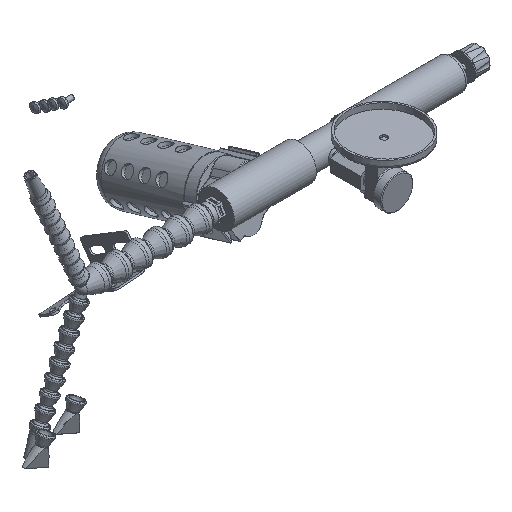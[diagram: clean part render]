
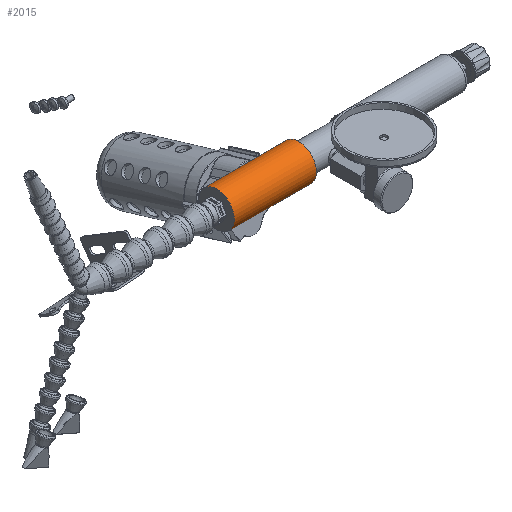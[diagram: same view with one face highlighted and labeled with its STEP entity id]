
A CAD part, isometric view. The second image highlights one B-rep face of the part: STEP entity #2015.
In plain terms, the highlighted cylindrical face has radius 19.05 mm (diameter 38.1 mm), a full revolution.
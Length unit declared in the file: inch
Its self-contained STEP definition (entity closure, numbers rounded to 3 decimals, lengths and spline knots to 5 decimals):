
#1694=CARTESIAN_POINT('',(7.53536,22.83997,0.0));
#1695=VERTEX_POINT('',#1694);
#1696=CARTESIAN_POINT('',(7.53536,23.58997,0.0));
#1697=DIRECTION('',(-1.0,0.0,0.0));
#1698=DIRECTION('',(0.0,-1.0,0.0));
#1699=AXIS2_PLACEMENT_3D('',#1696,#1697,#1698);
#1700=CIRCLE('',#1699,0.75);
#1701=EDGE_CURVE('',#1695,#1695,#1700,.T.);
#1989=CARTESIAN_POINT('',(11.03536,22.83997,0.0));
#1990=VERTEX_POINT('',#1989);
#1991=CARTESIAN_POINT('',(11.03536,23.58997,0.0));
#1992=DIRECTION('',(-1.0,0.0,0.0));
#1993=DIRECTION('',(0.0,-1.0,0.0));
#1994=AXIS2_PLACEMENT_3D('',#1991,#1992,#1993);
#1995=CIRCLE('',#1994,0.75);
#1996=EDGE_CURVE('',#1990,#1990,#1995,.T.);
#2004=CARTESIAN_POINT('',(9.28536,23.58997,0.0));
#2005=DIRECTION('',(-1.0,0.,0.0));
#2006=DIRECTION('',(0.0,-1.0,0.0));
#2007=AXIS2_PLACEMENT_3D('',#2004,#2005,#2006);
#2008=CYLINDRICAL_SURFACE('',#2007,0.75);
#2009=ORIENTED_EDGE('',*,*,#1701,.F.);
#2010=EDGE_LOOP('',(#2009));
#2011=FACE_OUTER_BOUND('',#2010,.T.);
#2012=ORIENTED_EDGE('',*,*,#1996,.T.);
#2013=EDGE_LOOP('',(#2012));
#2014=FACE_BOUND('',#2013,.T.);
#2015=ADVANCED_FACE('',(#2011,#2014),#2008,.T.);
